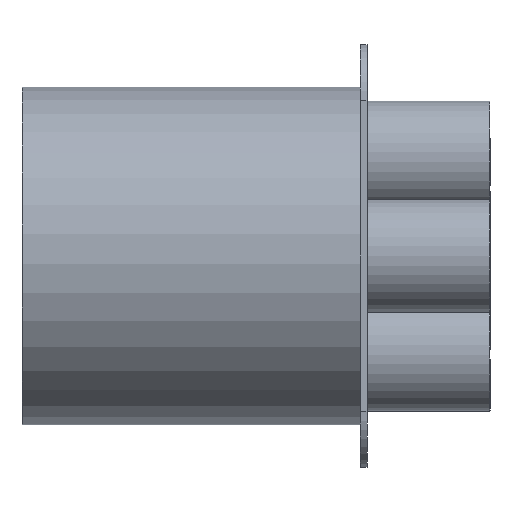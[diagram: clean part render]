
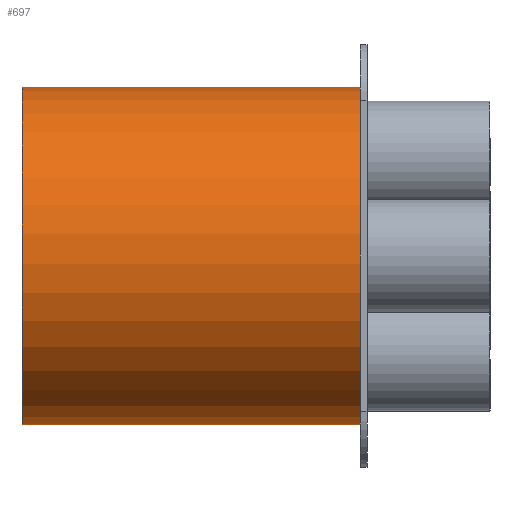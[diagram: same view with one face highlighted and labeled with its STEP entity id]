
A CAD part, front view. The second image highlights one B-rep face of the part: STEP entity #697.
In plain terms, the highlighted cylindrical face has radius 76.2 mm (diameter 152.4 mm), a full revolution.
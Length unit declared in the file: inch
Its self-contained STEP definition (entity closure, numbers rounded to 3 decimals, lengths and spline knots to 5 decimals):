
#83=FACE_BOUND('',#207,.T.);
#151=FACE_OUTER_BOUND('',#206,.T.);
#206=EDGE_LOOP('',(#524));
#207=EDGE_LOOP('',(#525));
#312=CIRCLE('',#766,3.);
#313=CIRCLE('',#767,3.);
#372=VERTEX_POINT('',#1113);
#373=VERTEX_POINT('',#1115);
#440=EDGE_CURVE('',#372,#372,#312,.T.);
#441=EDGE_CURVE('',#373,#373,#313,.T.);
#524=ORIENTED_EDGE('',*,*,#440,.F.);
#525=ORIENTED_EDGE('',*,*,#441,.F.);
#663=CYLINDRICAL_SURFACE('',#765,3.);
#697=ADVANCED_FACE('',(#151,#83),#663,.T.);
#765=AXIS2_PLACEMENT_3D('',#1112,#892,#893);
#766=AXIS2_PLACEMENT_3D('',#1114,#894,#895);
#767=AXIS2_PLACEMENT_3D('',#1116,#896,#897);
#892=DIRECTION('center_axis',(1.,0.,0.));
#893=DIRECTION('ref_axis',(0.,-0.842,-0.539));
#894=DIRECTION('center_axis',(1.,0.,0.));
#895=DIRECTION('ref_axis',(0.,-0.842,-0.539));
#896=DIRECTION('center_axis',(-1.,0.,0.));
#897=DIRECTION('ref_axis',(0.,-0.842,-0.539));
#1112=CARTESIAN_POINT('Origin',(-6.,0.,
0.));
#1113=CARTESIAN_POINT('',(0.,2.52692,1.617));
#1114=CARTESIAN_POINT('Origin',(0.,0.,
0.));
#1115=CARTESIAN_POINT('',(-6.,2.52692,1.617));
#1116=CARTESIAN_POINT('Origin',(-6.,0.,
0.));
